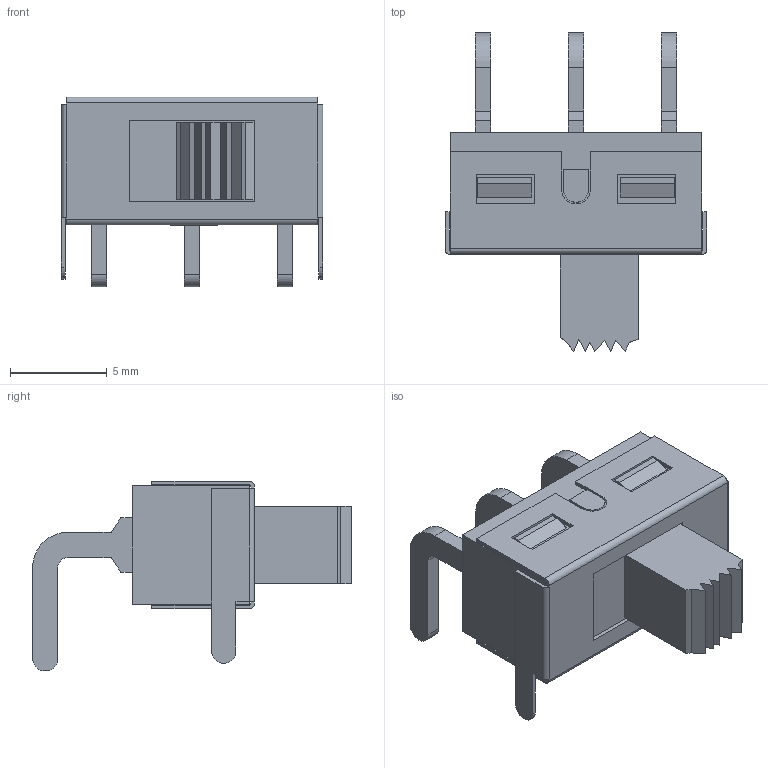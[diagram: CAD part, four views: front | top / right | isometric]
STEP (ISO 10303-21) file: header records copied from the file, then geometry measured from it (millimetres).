
FILE_DESCRIPTION(('FreeCAD Model'),'2;1');
FILE_NAME('Open CASCADE Shape Model','2022-06-23T21:43:45',( 'kicad StepUp'),('ksu MCAD'),'Open CASCADE STEP processor 7.6', 'FreeCAD','Unknown');
FILE_SCHEMA(('AUTOMOTIVE_DESIGN { 1 0 10303 214 1 1 1 1 }'));
Length unit declared in the file: millimetre
Products named in the file (1): SW_XKB_Connectivity_SS-12D11G5_SPDT_Angled
Bounding box: 13.5 x 16.45 x 9.8 mm (x, y, z)
Volume: 636.5 mm3; surface area: 1044.5 mm2
Topology: 2 solids, 2 shells, 219 faces, 593 edges, 390 vertices
Faces by surface type: plane 194, cylinder 25
Entity records: 7302 total; most frequent: CARTESIAN_POINT 1203, ORIENTED_EDGE 1186, DIRECTION 1083, EDGE_CURVE 593, LINE 543, VECTOR 543, VERTEX_POINT 390, AXIS2_PLACEMENT_3D 270
